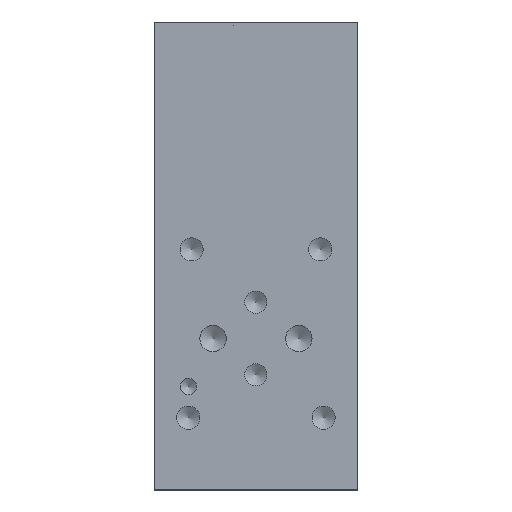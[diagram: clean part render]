
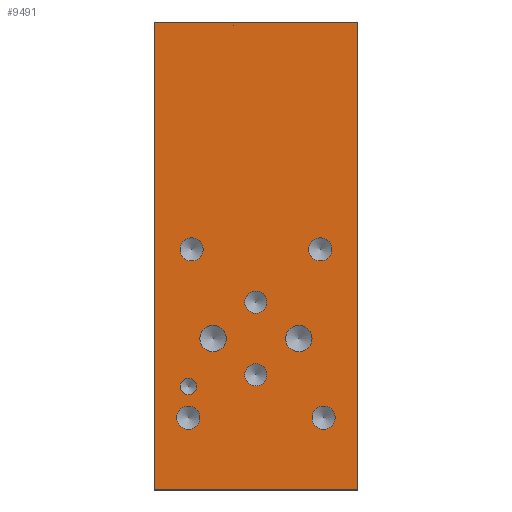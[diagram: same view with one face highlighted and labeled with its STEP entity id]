
A CAD part, top view. The second image highlights one B-rep face of the part: STEP entity #9491.
In plain terms, the highlighted planar face has unit normal (0, 0, 1).
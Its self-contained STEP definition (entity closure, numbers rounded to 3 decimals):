
#133=CIRCLE('',#9892,2.667);
#134=CIRCLE('',#9893,2.667);
#137=CIRCLE('',#9898,2.667);
#138=CIRCLE('',#9899,2.667);
#141=CIRCLE('',#9904,3.175);
#142=CIRCLE('',#9905,3.175);
#145=CIRCLE('',#9910,3.175);
#146=CIRCLE('',#9911,3.175);
#149=CIRCLE('',#9916,1.981);
#150=CIRCLE('',#9917,1.981);
#153=CIRCLE('',#9922,2.781);
#154=CIRCLE('',#9923,2.781);
#157=CIRCLE('',#9928,2.781);
#158=CIRCLE('',#9929,2.781);
#161=CIRCLE('',#9934,2.781);
#162=CIRCLE('',#9935,2.781);
#165=CIRCLE('',#9940,2.781);
#166=CIRCLE('',#9941,2.781);
#232=FACE_BOUND('',#1711,.T.);
#233=FACE_BOUND('',#1712,.T.);
#234=FACE_BOUND('',#1713,.T.);
#235=FACE_BOUND('',#1714,.T.);
#236=FACE_BOUND('',#1715,.T.);
#237=FACE_BOUND('',#1716,.T.);
#238=FACE_BOUND('',#1717,.T.);
#239=FACE_BOUND('',#1718,.T.);
#240=FACE_BOUND('',#1719,.T.);
#1195=FACE_OUTER_BOUND('',#1710,.T.);
#1710=EDGE_LOOP('',(#8311,#8312,#8313,#8314));
#1711=EDGE_LOOP('',(#8315,#8316));
#1712=EDGE_LOOP('',(#8317,#8318));
#1713=EDGE_LOOP('',(#8319,#8320));
#1714=EDGE_LOOP('',(#8321,#8322));
#1715=EDGE_LOOP('',(#8323,#8324));
#1716=EDGE_LOOP('',(#8325,#8326));
#1717=EDGE_LOOP('',(#8327,#8328));
#1718=EDGE_LOOP('',(#8329,#8330));
#1719=EDGE_LOOP('',(#8331,#8332));
#2134=LINE('',#14835,#3017);
#2606=LINE('',#16441,#3489);
#2609=LINE('',#16447,#3492);
#2612=LINE('',#16451,#3495);
#3017=VECTOR('',#10560,10.);
#3489=VECTOR('',#11700,10.);
#3492=VECTOR('',#11705,10.);
#3495=VECTOR('',#11710,10.);
#3946=VERTEX_POINT('',#14832);
#3947=VERTEX_POINT('',#14834);
#4352=VERTEX_POINT('',#16327);
#4353=VERTEX_POINT('',#16328);
#4357=VERTEX_POINT('',#16340);
#4358=VERTEX_POINT('',#16341);
#4362=VERTEX_POINT('',#16353);
#4363=VERTEX_POINT('',#16354);
#4367=VERTEX_POINT('',#16366);
#4368=VERTEX_POINT('',#16367);
#4372=VERTEX_POINT('',#16379);
#4373=VERTEX_POINT('',#16380);
#4377=VERTEX_POINT('',#16392);
#4378=VERTEX_POINT('',#16393);
#4382=VERTEX_POINT('',#16405);
#4383=VERTEX_POINT('',#16406);
#4387=VERTEX_POINT('',#16418);
#4388=VERTEX_POINT('',#16419);
#4392=VERTEX_POINT('',#16431);
#4393=VERTEX_POINT('',#16432);
#4395=VERTEX_POINT('',#16440);
#4397=VERTEX_POINT('',#16446);
#5072=EDGE_CURVE('',#3947,#3946,#2134,.T.);
#5658=EDGE_CURVE('',#4352,#4353,#133,.T.);
#5659=EDGE_CURVE('',#4353,#4352,#134,.T.);
#5664=EDGE_CURVE('',#4357,#4358,#137,.T.);
#5665=EDGE_CURVE('',#4358,#4357,#138,.T.);
#5670=EDGE_CURVE('',#4362,#4363,#141,.T.);
#5671=EDGE_CURVE('',#4363,#4362,#142,.T.);
#5676=EDGE_CURVE('',#4367,#4368,#145,.T.);
#5677=EDGE_CURVE('',#4368,#4367,#146,.T.);
#5682=EDGE_CURVE('',#4372,#4373,#149,.T.);
#5683=EDGE_CURVE('',#4373,#4372,#150,.T.);
#5688=EDGE_CURVE('',#4377,#4378,#153,.T.);
#5689=EDGE_CURVE('',#4378,#4377,#154,.T.);
#5694=EDGE_CURVE('',#4382,#4383,#157,.T.);
#5695=EDGE_CURVE('',#4383,#4382,#158,.T.);
#5700=EDGE_CURVE('',#4387,#4388,#161,.T.);
#5701=EDGE_CURVE('',#4388,#4387,#162,.T.);
#5706=EDGE_CURVE('',#4392,#4393,#165,.T.);
#5707=EDGE_CURVE('',#4393,#4392,#166,.T.);
#5710=EDGE_CURVE('',#4395,#3947,#2606,.T.);
#5713=EDGE_CURVE('',#4397,#4395,#2609,.T.);
#5716=EDGE_CURVE('',#3946,#4397,#2612,.T.);
#8311=ORIENTED_EDGE('',*,*,#5716,.T.);
#8312=ORIENTED_EDGE('',*,*,#5713,.T.);
#8313=ORIENTED_EDGE('',*,*,#5710,.T.);
#8314=ORIENTED_EDGE('',*,*,#5072,.T.);
#8315=ORIENTED_EDGE('',*,*,#5658,.T.);
#8316=ORIENTED_EDGE('',*,*,#5659,.T.);
#8317=ORIENTED_EDGE('',*,*,#5664,.T.);
#8318=ORIENTED_EDGE('',*,*,#5665,.T.);
#8319=ORIENTED_EDGE('',*,*,#5670,.T.);
#8320=ORIENTED_EDGE('',*,*,#5671,.T.);
#8321=ORIENTED_EDGE('',*,*,#5676,.T.);
#8322=ORIENTED_EDGE('',*,*,#5677,.T.);
#8323=ORIENTED_EDGE('',*,*,#5682,.T.);
#8324=ORIENTED_EDGE('',*,*,#5683,.T.);
#8325=ORIENTED_EDGE('',*,*,#5688,.T.);
#8326=ORIENTED_EDGE('',*,*,#5689,.T.);
#8327=ORIENTED_EDGE('',*,*,#5694,.T.);
#8328=ORIENTED_EDGE('',*,*,#5695,.T.);
#8329=ORIENTED_EDGE('',*,*,#5700,.T.);
#8330=ORIENTED_EDGE('',*,*,#5701,.T.);
#8331=ORIENTED_EDGE('',*,*,#5706,.T.);
#8332=ORIENTED_EDGE('',*,*,#5707,.T.);
#8615=PLANE('',#9946);
#9491=ADVANCED_FACE('',(#1195,#232,#233,#234,#235,#236,#237,#238,#239,#240),
#8615,.T.);
#9892=AXIS2_PLACEMENT_3D('',#16329,#11578,#11579);
#9893=AXIS2_PLACEMENT_3D('',#16330,#11580,#11581);
#9898=AXIS2_PLACEMENT_3D('',#16342,#11592,#11593);
#9899=AXIS2_PLACEMENT_3D('',#16343,#11594,#11595);
#9904=AXIS2_PLACEMENT_3D('',#16355,#11606,#11607);
#9905=AXIS2_PLACEMENT_3D('',#16356,#11608,#11609);
#9910=AXIS2_PLACEMENT_3D('',#16368,#11620,#11621);
#9911=AXIS2_PLACEMENT_3D('',#16369,#11622,#11623);
#9916=AXIS2_PLACEMENT_3D('',#16381,#11634,#11635);
#9917=AXIS2_PLACEMENT_3D('',#16382,#11636,#11637);
#9922=AXIS2_PLACEMENT_3D('',#16394,#11648,#11649);
#9923=AXIS2_PLACEMENT_3D('',#16395,#11650,#11651);
#9928=AXIS2_PLACEMENT_3D('',#16407,#11662,#11663);
#9929=AXIS2_PLACEMENT_3D('',#16408,#11664,#11665);
#9934=AXIS2_PLACEMENT_3D('',#16420,#11676,#11677);
#9935=AXIS2_PLACEMENT_3D('',#16421,#11678,#11679);
#9940=AXIS2_PLACEMENT_3D('',#16433,#11690,#11691);
#9941=AXIS2_PLACEMENT_3D('',#16434,#11692,#11693);
#9946=AXIS2_PLACEMENT_3D('',#16452,#11711,#11712);
#10560=DIRECTION('',(0.,-1.,0.));
#11578=DIRECTION('center_axis',(0.,0.,-1.));
#11579=DIRECTION('ref_axis',(1.,0.,0.));
#11580=DIRECTION('center_axis',(0.,0.,-1.));
#11581=DIRECTION('ref_axis',(1.,0.,0.));
#11592=DIRECTION('center_axis',(0.,0.,-1.));
#11593=DIRECTION('ref_axis',(1.,0.,0.));
#11594=DIRECTION('center_axis',(0.,0.,-1.));
#11595=DIRECTION('ref_axis',(1.,0.,0.));
#11606=DIRECTION('center_axis',(0.,0.,-1.));
#11607=DIRECTION('ref_axis',(1.,0.,0.));
#11608=DIRECTION('center_axis',(0.,0.,-1.));
#11609=DIRECTION('ref_axis',(1.,0.,0.));
#11620=DIRECTION('center_axis',(0.,0.,-1.));
#11621=DIRECTION('ref_axis',(1.,0.,0.));
#11622=DIRECTION('center_axis',(0.,0.,-1.));
#11623=DIRECTION('ref_axis',(1.,0.,0.));
#11634=DIRECTION('center_axis',(0.,0.,-1.));
#11635=DIRECTION('ref_axis',(1.,0.,0.));
#11636=DIRECTION('center_axis',(0.,0.,-1.));
#11637=DIRECTION('ref_axis',(1.,0.,0.));
#11648=DIRECTION('center_axis',(0.,0.,-1.));
#11649=DIRECTION('ref_axis',(1.,0.,0.));
#11650=DIRECTION('center_axis',(0.,0.,-1.));
#11651=DIRECTION('ref_axis',(1.,0.,0.));
#11662=DIRECTION('center_axis',(0.,0.,-1.));
#11663=DIRECTION('ref_axis',(1.,0.,0.));
#11664=DIRECTION('center_axis',(0.,0.,-1.));
#11665=DIRECTION('ref_axis',(1.,0.,0.));
#11676=DIRECTION('center_axis',(0.,0.,-1.));
#11677=DIRECTION('ref_axis',(1.,0.,0.));
#11678=DIRECTION('center_axis',(0.,0.,-1.));
#11679=DIRECTION('ref_axis',(1.,0.,0.));
#11690=DIRECTION('center_axis',(0.,0.,-1.));
#11691=DIRECTION('ref_axis',(1.,0.,0.));
#11692=DIRECTION('center_axis',(0.,0.,-1.));
#11693=DIRECTION('ref_axis',(1.,0.,0.));
#11700=DIRECTION('',(-1.,0.,0.));
#11705=DIRECTION('',(0.,1.,0.));
#11710=DIRECTION('',(1.,0.,0.));
#11711=DIRECTION('center_axis',(0.,0.,1.));
#11712=DIRECTION('ref_axis',(1.,0.,0.));
#14832=CARTESIAN_POINT('',(0.,0.,40.132));
#14834=CARTESIAN_POINT('',(0.,112.522,40.132));
#14835=CARTESIAN_POINT('',(0.,112.522,40.132));
#16327=CARTESIAN_POINT('',(27.153,45.11,40.132));
#16328=CARTESIAN_POINT('',(21.819,45.11,40.132));
#16329=CARTESIAN_POINT('Origin',(24.486,45.11,40.132));
#16330=CARTESIAN_POINT('Origin',(24.486,45.11,40.132));
#16340=CARTESIAN_POINT('',(27.153,27.635,40.132));
#16341=CARTESIAN_POINT('',(21.819,27.635,40.132));
#16342=CARTESIAN_POINT('Origin',(24.486,27.635,40.132));
#16343=CARTESIAN_POINT('Origin',(24.486,27.635,40.132));
#16353=CARTESIAN_POINT('',(17.348,36.373,40.132));
#16354=CARTESIAN_POINT('',(10.998,36.373,40.132));
#16355=CARTESIAN_POINT('Origin',(14.173,36.373,40.132));
#16356=CARTESIAN_POINT('Origin',(14.173,36.373,40.132));
#16366=CARTESIAN_POINT('',(37.998,36.373,40.132));
#16367=CARTESIAN_POINT('',(31.648,36.373,40.132));
#16368=CARTESIAN_POINT('Origin',(34.823,36.373,40.132));
#16369=CARTESIAN_POINT('Origin',(34.823,36.373,40.132));
#16379=CARTESIAN_POINT('',(10.211,24.816,40.132));
#16380=CARTESIAN_POINT('',(6.248,24.816,40.132));
#16381=CARTESIAN_POINT('Origin',(8.23,24.816,40.132));
#16382=CARTESIAN_POINT('Origin',(8.23,24.816,40.132));
#16392=CARTESIAN_POINT('',(43.548,17.323,40.132));
#16393=CARTESIAN_POINT('',(37.986,17.323,40.132));
#16394=CARTESIAN_POINT('Origin',(40.767,17.323,40.132));
#16395=CARTESIAN_POINT('Origin',(40.767,17.323,40.132));
#16405=CARTESIAN_POINT('',(11.798,57.81,40.132));
#16406=CARTESIAN_POINT('',(6.236,57.81,40.132));
#16407=CARTESIAN_POINT('Origin',(9.017,57.81,40.132));
#16408=CARTESIAN_POINT('Origin',(9.017,57.81,40.132));
#16418=CARTESIAN_POINT('',(42.761,57.81,40.132));
#16419=CARTESIAN_POINT('',(37.198,57.81,40.132));
#16420=CARTESIAN_POINT('Origin',(39.98,57.81,40.132));
#16421=CARTESIAN_POINT('Origin',(39.98,57.81,40.132));
#16431=CARTESIAN_POINT('',(11.011,17.323,40.132));
#16432=CARTESIAN_POINT('',(5.448,17.323,40.132));
#16433=CARTESIAN_POINT('Origin',(8.23,17.323,40.132));
#16434=CARTESIAN_POINT('Origin',(8.23,17.323,40.132));
#16440=CARTESIAN_POINT('',(49.022,112.522,40.132));
#16441=CARTESIAN_POINT('',(49.022,112.522,40.132));
#16446=CARTESIAN_POINT('',(49.022,0.,40.132));
#16447=CARTESIAN_POINT('',(49.022,0.,40.132));
#16451=CARTESIAN_POINT('',(0.,0.,40.132));
#16452=CARTESIAN_POINT('Origin',(24.511,56.261,40.132));
